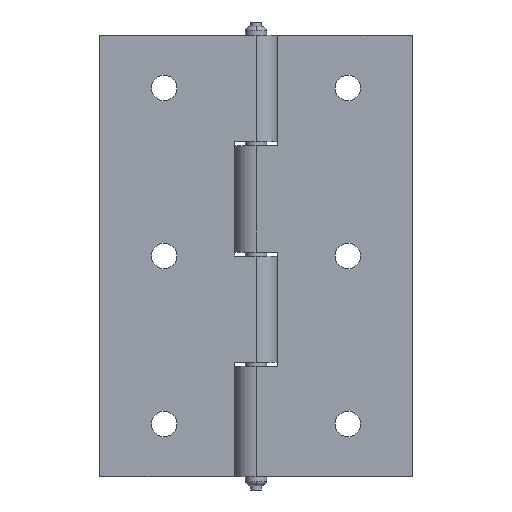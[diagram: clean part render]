
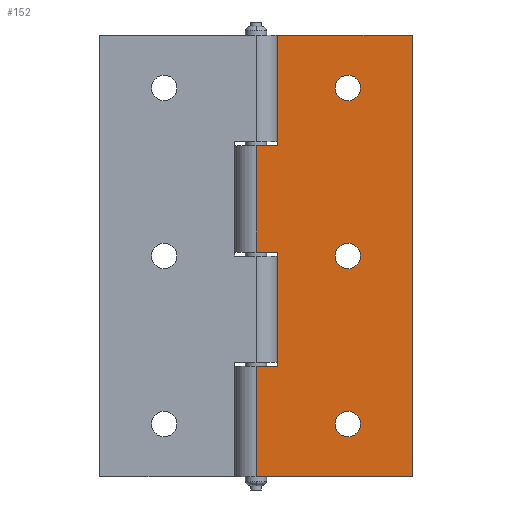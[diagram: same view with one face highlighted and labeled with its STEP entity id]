
A CAD part, front view. The second image highlights one B-rep face of the part: STEP entity #152.
In plain terms, the highlighted planar face has unit normal (0, -1, 0).
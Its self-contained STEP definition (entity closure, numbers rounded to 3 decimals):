
#152=ADVANCED_FACE('',(#306,#307,#308,#309),#310,.T.);
#306=FACE_OUTER_BOUND('',#478,.T.);
#307=FACE_BOUND('',#479,.T.);
#308=FACE_BOUND('',#480,.T.);
#309=FACE_BOUND('',#481,.T.);
#310=PLANE('',#482);
#478=EDGE_LOOP('',(#1003,#1004,#1005,#1006,#1007,#1008,#1009,#1010,#1011,#1012));
#479=EDGE_LOOP('',(#1013,#1014));
#480=EDGE_LOOP('',(#1015,#1016));
#481=EDGE_LOOP('',(#1017,#1018));
#482=AXIS2_PLACEMENT_3D('',#1019,#1020,#1021);
#1003=ORIENTED_EDGE('',*,*,#1278,.T.);
#1004=ORIENTED_EDGE('',*,*,#1274,.T.);
#1005=ORIENTED_EDGE('',*,*,#1288,.T.);
#1006=ORIENTED_EDGE('',*,*,#1302,.T.);
#1007=ORIENTED_EDGE('',*,*,#1301,.F.);
#1008=ORIENTED_EDGE('',*,*,#1303,.F.);
#1009=ORIENTED_EDGE('',*,*,#1290,.T.);
#1010=ORIENTED_EDGE('',*,*,#1292,.T.);
#1011=ORIENTED_EDGE('',*,*,#1268,.T.);
#1012=ORIENTED_EDGE('',*,*,#1265,.T.);
#1013=ORIENTED_EDGE('',*,*,#1294,.T.);
#1014=ORIENTED_EDGE('',*,*,#1235,.T.);
#1015=ORIENTED_EDGE('',*,*,#1296,.T.);
#1016=ORIENTED_EDGE('',*,*,#1228,.T.);
#1017=ORIENTED_EDGE('',*,*,#1298,.T.);
#1018=ORIENTED_EDGE('',*,*,#1221,.T.);
#1019=CARTESIAN_POINT('',(20.0,-5.5,56.5));
#1020=DIRECTION('',(0.,-1.0,0.));
#1021=DIRECTION('',(-1.0,0.,0.));
#1221=EDGE_CURVE('',#1475,#1472,#1476,.T.);
#1228=EDGE_CURVE('',#1488,#1485,#1489,.T.);
#1235=EDGE_CURVE('',#1501,#1498,#1502,.T.);
#1265=EDGE_CURVE('',#1557,#1555,#1558,.T.);
#1268=EDGE_CURVE('',#1561,#1557,#1562,.T.);
#1274=EDGE_CURVE('',#1569,#1567,#1570,.T.);
#1278=EDGE_CURVE('',#1555,#1569,#1575,.T.);
#1288=EDGE_CURVE('',#1567,#1588,#1590,.T.);
#1290=EDGE_CURVE('',#1593,#1591,#1594,.T.);
#1292=EDGE_CURVE('',#1591,#1561,#1596,.T.);
#1294=EDGE_CURVE('',#1498,#1501,#1598,.T.);
#1296=EDGE_CURVE('',#1485,#1488,#1600,.T.);
#1298=EDGE_CURVE('',#1472,#1475,#1602,.T.);
#1301=EDGE_CURVE('',#1605,#1603,#1607,.T.);
#1302=EDGE_CURVE('',#1588,#1603,#1608,.T.);
#1303=EDGE_CURVE('',#1593,#1605,#1609,.T.);
#1472=VERTEX_POINT('',#1844);
#1475=VERTEX_POINT('',#1848);
#1476=CIRCLE('',#1849,3.25);
#1485=VERTEX_POINT('',#1861);
#1488=VERTEX_POINT('',#1865);
#1489=CIRCLE('',#1866,3.25);
#1498=VERTEX_POINT('',#1878);
#1501=VERTEX_POINT('',#1882);
#1502=CIRCLE('',#1883,3.25);
#1555=VERTEX_POINT('',#1950);
#1557=VERTEX_POINT('',#1953);
#1558=LINE('',#1954,#1955);
#1561=VERTEX_POINT('',#1958);
#1562=LINE('',#1959,#1960);
#1567=VERTEX_POINT('',#1965);
#1569=VERTEX_POINT('',#1967);
#1570=LINE('',#1968,#1969);
#1575=LINE('',#1977,#1978);
#1588=VERTEX_POINT('',#1996);
#1590=LINE('',#1998,#1999);
#1591=VERTEX_POINT('',#2000);
#1593=VERTEX_POINT('',#2003);
#1594=LINE('',#2004,#2005);
#1596=LINE('',#2008,#2009);
#1598=CIRCLE('',#2011,3.25);
#1600=CIRCLE('',#2013,3.25);
#1602=CIRCLE('',#2015,3.25);
#1603=VERTEX_POINT('',#2016);
#1605=VERTEX_POINT('',#2019);
#1607=LINE('',#2022,#2023);
#1608=LINE('',#2024,#2025);
#1609=LINE('',#2026,#2027);
#1844=CARTESIAN_POINT('',(20.25,-5.5,43.0));
#1848=CARTESIAN_POINT('',(26.75,-5.5,43.0));
#1849=AXIS2_PLACEMENT_3D('',#2245,#2246,#2247);
#1861=CARTESIAN_POINT('',(20.25,-5.5,0.));
#1865=CARTESIAN_POINT('',(26.75,-5.5,0.));
#1866=AXIS2_PLACEMENT_3D('',#2258,#2259,#2260);
#1878=CARTESIAN_POINT('',(20.25,-5.5,-43.0));
#1882=CARTESIAN_POINT('',(26.75,-5.5,-43.0));
#1883=AXIS2_PLACEMENT_3D('',#2271,#2272,#2273);
#1950=CARTESIAN_POINT('',(5.5,-5.5,1.0));
#1953=CARTESIAN_POINT('',(0.,-5.5,1.0));
#1954=CARTESIAN_POINT('',(10.0,-5.5,1.0));
#1955=VECTOR('',#2331,1.0);
#1958=CARTESIAN_POINT('',(0.,-5.5,28.25));
#1959=CARTESIAN_POINT('',(0.,-5.5,56.5));
#1960=VECTOR('',#2338,1.0);
#1965=CARTESIAN_POINT('',(0.,-5.5,-28.25));
#1967=CARTESIAN_POINT('',(5.5,-5.5,-28.25));
#1968=CARTESIAN_POINT('',(10.0,-5.5,-28.25));
#1969=VECTOR('',#2354,1.0);
#1977=CARTESIAN_POINT('',(5.5,-5.5,28.5));
#1978=VECTOR('',#2358,1.0);
#1996=CARTESIAN_POINT('',(0.,-5.5,-56.5));
#1998=CARTESIAN_POINT('',(0.,-5.5,56.5));
#1999=VECTOR('',#2376,1.0);
#2000=CARTESIAN_POINT('',(5.5,-5.5,28.25));
#2003=CARTESIAN_POINT('',(5.5,-5.5,56.5));
#2004=CARTESIAN_POINT('',(5.5,-5.5,49.438));
#2005=VECTOR('',#2378,1.0);
#2008=CARTESIAN_POINT('',(10.0,-5.5,28.25));
#2009=VECTOR('',#2380,1.0);
#2011=AXIS2_PLACEMENT_3D('',#2384,#2385,#2386);
#2013=AXIS2_PLACEMENT_3D('',#2390,#2391,#2392);
#2015=AXIS2_PLACEMENT_3D('',#2396,#2397,#2398);
#2016=CARTESIAN_POINT('',(40.0,-5.5,-56.5));
#2019=CARTESIAN_POINT('',(40.0,-5.5,56.5));
#2022=CARTESIAN_POINT('',(40.0,-5.5,56.5));
#2023=VECTOR('',#2401,1.0);
#2024=CARTESIAN_POINT('',(0.,-5.5,-56.5));
#2025=VECTOR('',#2402,1.0);
#2026=CARTESIAN_POINT('',(0.,-5.5,56.5));
#2027=VECTOR('',#2403,1.0);
#2245=CARTESIAN_POINT('',(23.5,-5.5,43.0));
#2246=DIRECTION('',(0.,1.0,0.));
#2247=DIRECTION('',(-1.0,0.,0.));
#2258=CARTESIAN_POINT('',(23.5,-5.5,0.));
#2259=DIRECTION('',(0.,1.0,0.));
#2260=DIRECTION('',(-1.0,0.,0.));
#2271=CARTESIAN_POINT('',(23.5,-5.5,-43.0));
#2272=DIRECTION('',(0.,1.0,0.));
#2273=DIRECTION('',(-1.0,0.,0.));
#2331=DIRECTION('',(1.0,0.,-0.0));
#2338=DIRECTION('',(0.,0.0,-1.0));
#2354=DIRECTION('',(-1.0,0.,0.));
#2358=DIRECTION('',(-0.0,0.,-1.0));
#2376=DIRECTION('',(0.,0.0,-1.0));
#2378=DIRECTION('',(0.,0.0,-1.0));
#2380=DIRECTION('',(-1.0,0.,0.));
#2384=CARTESIAN_POINT('',(23.5,-5.5,-43.0));
#2385=DIRECTION('',(0.,1.0,0.));
#2386=DIRECTION('',(-1.0,0.,0.));
#2390=CARTESIAN_POINT('',(23.5,-5.5,0.));
#2391=DIRECTION('',(0.,1.0,0.));
#2392=DIRECTION('',(-1.0,0.,0.));
#2396=CARTESIAN_POINT('',(23.5,-5.5,43.0));
#2397=DIRECTION('',(0.,1.0,0.));
#2398=DIRECTION('',(-1.0,0.,0.));
#2401=DIRECTION('',(0.,0.0,-1.0));
#2402=DIRECTION('',(1.0,0.,0.));
#2403=DIRECTION('',(1.0,0.,0.));
